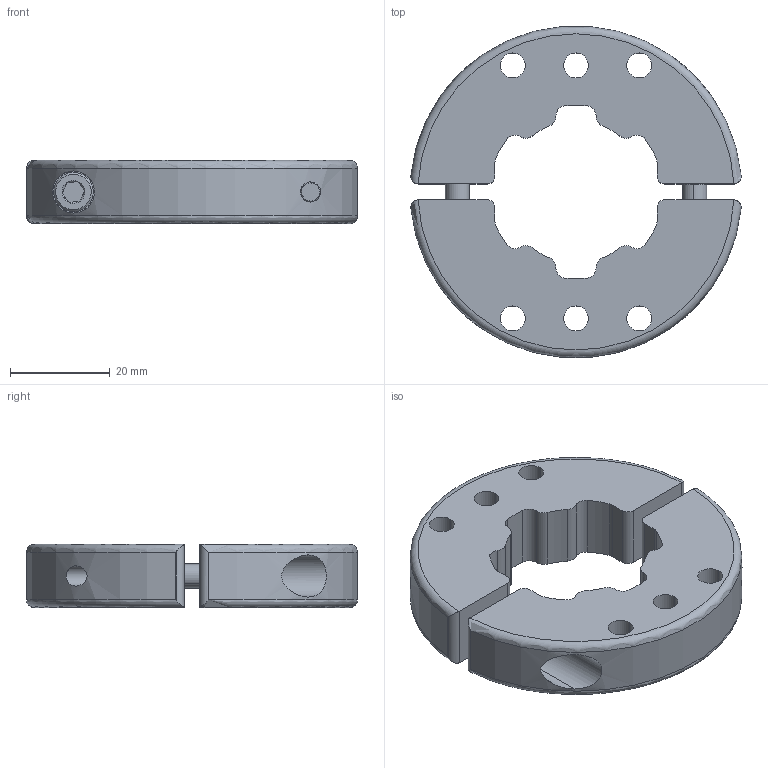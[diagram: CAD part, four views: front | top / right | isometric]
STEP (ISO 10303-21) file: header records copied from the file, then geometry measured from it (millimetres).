
FILE_DESCRIPTION (( 'STEP AP203' ), '1' );
FILE_NAME ('REV-21-2581.STEP', '2022-04-18T16:20:48', ( '' ), ( '' ), 'SwSTEP 2.0', 'SolidWorks 2022', '' );
FILE_SCHEMA (( 'CONFIG_CONTROL_DESIGN' ));
Length unit declared in the file: inch
Products named in the file (1): REV-21-2581
Bounding box: 66.36 x 66.53 x 12.7 mm (x, y, z)
Volume: 28907.8 mm3; surface area: 12915.8 mm2
Topology: 4 solids, 4 shells, 140 faces, 342 edges, 216 vertices
Faces by surface type: cylinder 76, plane 34, cone 26, torus 4
Entity records: 4683 total; most frequent: CARTESIAN_POINT 1189, DIRECTION 760, ORIENTED_EDGE 684, EDGE_CURVE 342, AXIS2_PLACEMENT_3D 311, VERTEX_POINT 216, CIRCLE 170, EDGE_LOOP 166
